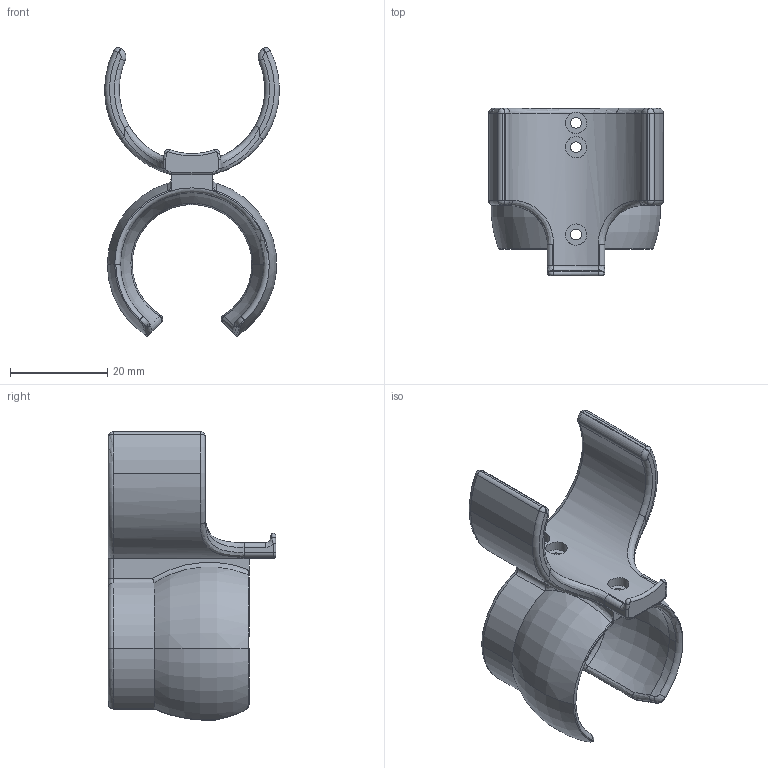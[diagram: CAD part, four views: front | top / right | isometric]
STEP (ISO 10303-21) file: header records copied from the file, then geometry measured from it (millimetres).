
FILE_DESCRIPTION(('HOOPS Exchange Step'),'2;1');
FILE_NAME('temp_export','2023-02-09T18:17:22+01:00',('mobile'),('Shapr3D Limited'),'HOOPS Exchange 2022.1','Shapr3D','Authorized');
FILE_SCHEMA( ('AUTOMOTIVE_DESIGN { 1 0 10303 214 1 1 1 1 }') );
Length unit declared in the file: millimetre
Products named in the file (4): CLIP ROVER; CLIP THUNDER; ASM DISEÑO CLIP.stp; root
Assembly tree (3 placements, depth 3):
  root
    ASM DISEÑO CLIP.stp
      CLIP ROVER
      CLIP THUNDER
Bounding box: 36 x 34.5 x 59.44 mm (x, y, z)
Volume: 9522.6 mm3; surface area: 8437.4 mm2
Topology: 1 solids, 1 shells, 164 faces, 421 edges, 248 vertices
Faces by surface type: cylinder 56, torus 41, bspline 36, plane 25, sphere 6
Full cylindrical faces by diameter (mm): 2.2 x3, 4.4 x6
Entity records: 10074 total; most frequent: CARTESIAN_POINT 6287, ORIENTED_EDGE 814, DIRECTION 758, EDGE_CURVE 407, AXIS2_PLACEMENT_3D 335, VERTEX_POINT 248, CIRCLE 199, EDGE_LOOP 173
